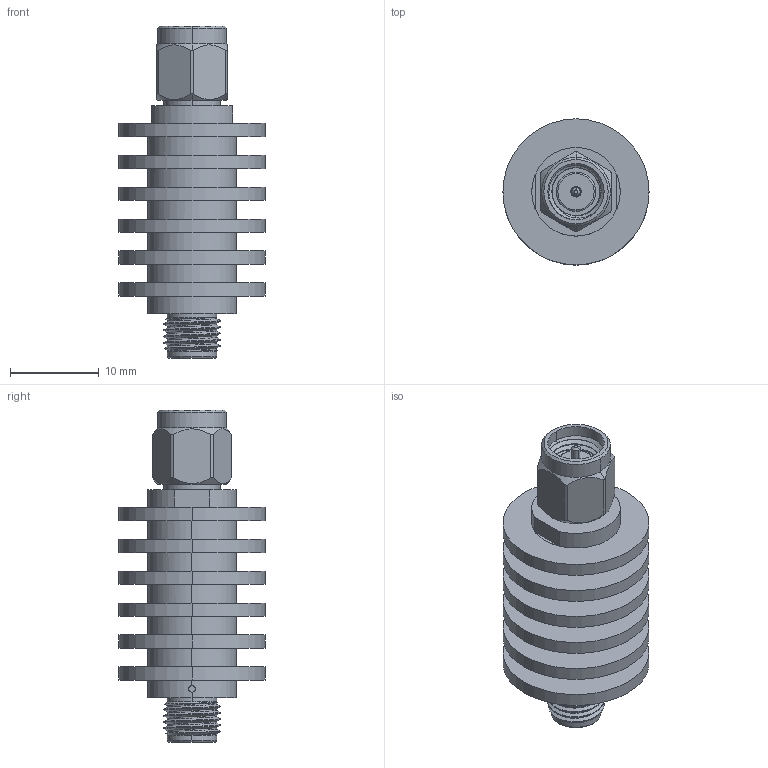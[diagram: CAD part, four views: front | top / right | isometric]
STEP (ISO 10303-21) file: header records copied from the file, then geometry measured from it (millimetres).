
FILE_DESCRIPTION (( 'STEP AP214' ), '1' );
FILE_NAME ('FMAT7488-40_3D.step', '2024-01-26T19:23:54', ( '' ), ( '' ), 'SwSTEP 2.0', 'SolidWorks 2022', '' );
FILE_SCHEMA (( 'AUTOMOTIVE_DESIGN' ));
Length unit declared in the file: inch
Products named in the file (5): Copy of FMAT7488_MA1_Body^FMAT7488-40; FMAT7488-40_3D; Copy of FMATT7488_MA2_SMA Female^FMAT7488-40; Copy of FMAT7488_MA3_SMA Male^FMAT7488-40; Copy of FMAT7488_MA4_Disc^FMAT7488-40
Assembly tree (9 placements, depth 2):
  FMAT7488-40_3D
    Copy of FMAT7488_MA1_Body^FMAT7488-40
    Copy of FMATT7488_MA2_SMA Female^FMAT7488-40
    Copy of FMAT7488_MA3_SMA Male^FMAT7488-40
    Copy of FMAT7488_MA4_Disc^FMAT7488-40  x6
Bounding box: 16.5 x 16.5 x 37.5 mm (x, y, z)
Volume: 3846.2 mm3; surface area: 4784.2 mm2
Topology: 12 solids, 12 shells, 320 faces, 780 edges, 502 vertices
Faces by surface type: cylinder 147, plane 120, cone 43, bspline 6, torus 4
Entity records: 12131 total; most frequent: CARTESIAN_POINT 4924, DIRECTION 1444, ORIENTED_EDGE 1440, EDGE_CURVE 720, AXIS2_PLACEMENT_3D 544, VERTEX_POINT 462, VECTOR 356, LINE 356
